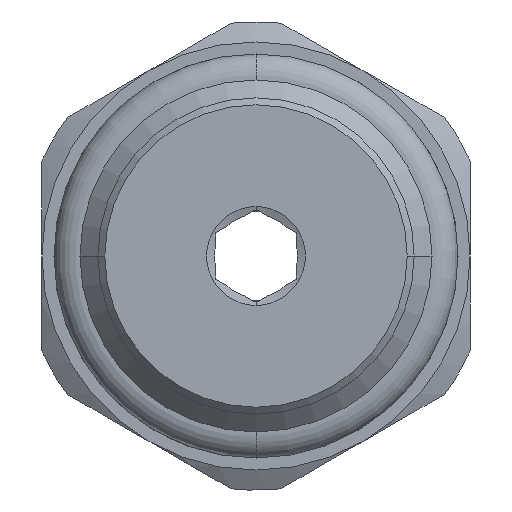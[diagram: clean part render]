
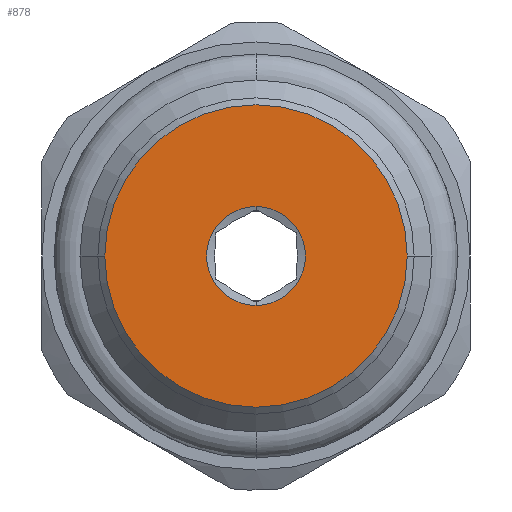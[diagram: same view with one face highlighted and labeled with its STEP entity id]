
A CAD part, front view. The second image highlights one B-rep face of the part: STEP entity #878.
In plain terms, the highlighted planar face has unit normal (0, -1, 0).
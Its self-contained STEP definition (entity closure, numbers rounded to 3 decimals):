
#878=ADVANCED_FACE('',(#2312,#2313),#2314,.T.);
#2312=FACE_OUTER_BOUND('',#5411,.T.);
#2313=FACE_BOUND('',#5412,.T.);
#2314=PLANE('',#5413);
#5411=EDGE_LOOP('',(#11055,#11056));
#5412=EDGE_LOOP('',(#11057,#11058));
#5413=AXIS2_PLACEMENT_3D('',#11059,#11060,#11061);
#11055=ORIENTED_EDGE('',*,*,#13198,.F.);
#11056=ORIENTED_EDGE('',*,*,#13199,.F.);
#11057=ORIENTED_EDGE('',*,*,#13197,.T.);
#11058=ORIENTED_EDGE('',*,*,#13193,.T.);
#11059=CARTESIAN_POINT('',(0.0,-5.5,0.0));
#11060=DIRECTION('',(0.0,-1.0,0.0));
#11061=DIRECTION('',(0.0,0.0,-1.0));
#13193=EDGE_CURVE('',#16151,#16149,#16152,.T.);
#13197=EDGE_CURVE('',#16149,#16151,#16156,.T.);
#13198=EDGE_CURVE('',#16157,#16158,#16159,.T.);
#13199=EDGE_CURVE('',#16158,#16157,#16160,.T.);
#16149=VERTEX_POINT('',#22151);
#16151=VERTEX_POINT('',#22154);
#16152=CIRCLE('',#22155,1.85);
#16156=CIRCLE('',#22168,1.85);
#16157=VERTEX_POINT('',#22169);
#16158=VERTEX_POINT('',#22170);
#16159=CIRCLE('',#22171,5.65);
#16160=CIRCLE('',#22172,5.65);
#22151=CARTESIAN_POINT('',(0.0,-5.5,1.85));
#22154=CARTESIAN_POINT('',(0.0,-5.5,-1.85));
#22155=AXIS2_PLACEMENT_3D('',#24858,#24859,#24860);
#22168=AXIS2_PLACEMENT_3D('',#24862,#24863,#24864);
#22169=CARTESIAN_POINT('',(5.65,-5.5,0.0));
#22170=CARTESIAN_POINT('',(-5.65,-5.5,0.0));
#22171=AXIS2_PLACEMENT_3D('',#24865,#24866,#24867);
#22172=AXIS2_PLACEMENT_3D('',#24868,#24869,#24870);
#24858=CARTESIAN_POINT('',(0.0,-5.5,0.0));
#24859=DIRECTION('',(0.0,1.0,0.0));
#24860=DIRECTION('',(0.0,0.0,-1.0));
#24862=CARTESIAN_POINT('',(0.0,-5.5,0.0));
#24863=DIRECTION('',(0.0,1.0,0.0));
#24864=DIRECTION('',(0.0,0.0,1.0));
#24865=CARTESIAN_POINT('',(0.0,-5.5,0.0));
#24866=DIRECTION('',(-0.0,1.0,0.0));
#24867=DIRECTION('',(1.0,0.0,0.0));
#24868=CARTESIAN_POINT('',(0.0,-5.5,0.0));
#24869=DIRECTION('',(0.0,1.0,0.0));
#24870=DIRECTION('',(-1.0,0.0,0.0));
